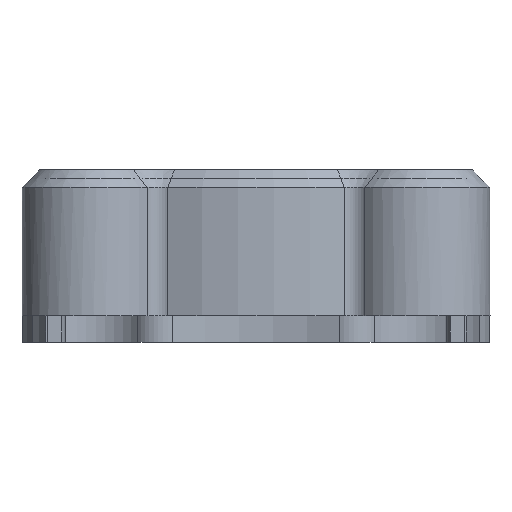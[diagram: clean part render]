
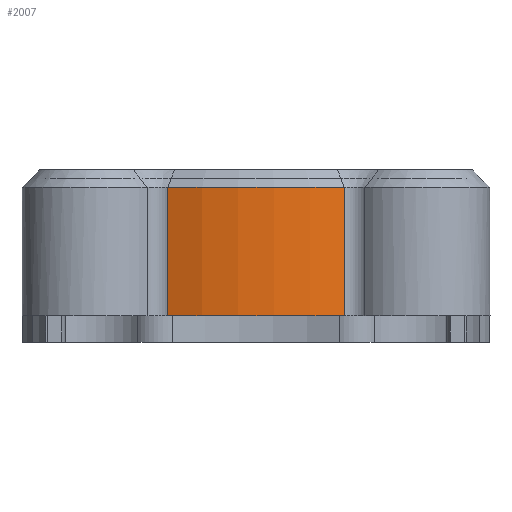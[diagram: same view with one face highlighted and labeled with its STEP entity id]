
A CAD part, front view. The second image highlights one B-rep face of the part: STEP entity #2007.
In plain terms, the highlighted cylindrical face has radius 25.5 mm (diameter 51 mm), a partial arc.
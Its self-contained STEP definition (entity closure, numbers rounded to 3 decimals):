
#102=CYLINDRICAL_SURFACE('',#2255,25.5);
#203=FACE_OUTER_BOUND('',#331,.T.);
#331=EDGE_LOOP('',(#1643,#1644,#1645,#1646));
#463=LINE('',#3490,#583);
#464=LINE('',#3493,#584);
#583=VECTOR('',#2808,10.);
#584=VECTOR('',#2811,10.);
#727=CIRCLE('',#2241,25.5);
#738=CIRCLE('',#2256,25.5);
#915=VERTEX_POINT('',#3445);
#916=VERTEX_POINT('',#3447);
#933=VERTEX_POINT('',#3489);
#934=VERTEX_POINT('',#3491);
#1163=EDGE_CURVE('',#915,#916,#727,.T.);
#1184=EDGE_CURVE('',#915,#933,#463,.T.);
#1185=EDGE_CURVE('',#933,#934,#738,.T.);
#1186=EDGE_CURVE('',#934,#916,#464,.T.);
#1643=ORIENTED_EDGE('',*,*,#1163,.F.);
#1644=ORIENTED_EDGE('',*,*,#1184,.T.);
#1645=ORIENTED_EDGE('',*,*,#1185,.T.);
#1646=ORIENTED_EDGE('',*,*,#1186,.T.);
#2007=ADVANCED_FACE('',(#203),#102,.T.);
#2241=AXIS2_PLACEMENT_3D('',#3448,#2768,#2769);
#2255=AXIS2_PLACEMENT_3D('',#3488,#2806,#2807);
#2256=AXIS2_PLACEMENT_3D('',#3492,#2809,#2810);
#2768=DIRECTION('center_axis',(0.,0.,-1.));
#2769=DIRECTION('ref_axis',(1.,0.,0.));
#2806=DIRECTION('center_axis',(0.,0.,-1.));
#2807=DIRECTION('ref_axis',(1.,0.,0.));
#2808=DIRECTION('',(0.,0.,1.));
#2809=DIRECTION('center_axis',(0.,0.,-1.));
#2810=DIRECTION('ref_axis',(1.,0.,0.));
#2811=DIRECTION('',(0.,0.,-1.));
#3445=CARTESIAN_POINT('',(10.849,-97.437,3.));
#3447=CARTESIAN_POINT('',(-9.249,-97.437,3.));
#3448=CARTESIAN_POINT('Origin',(0.8,-74.,3.));
#3488=CARTESIAN_POINT('Origin',(0.8,-74.,0.));
#3489=CARTESIAN_POINT('',(10.849,-97.437,17.6));
#3490=CARTESIAN_POINT('',(10.849,-97.437,0.));
#3491=CARTESIAN_POINT('',(-9.249,-97.437,17.6));
#3492=CARTESIAN_POINT('Origin',(0.8,-74.,17.6));
#3493=CARTESIAN_POINT('',(-9.249,-97.437,0.));
